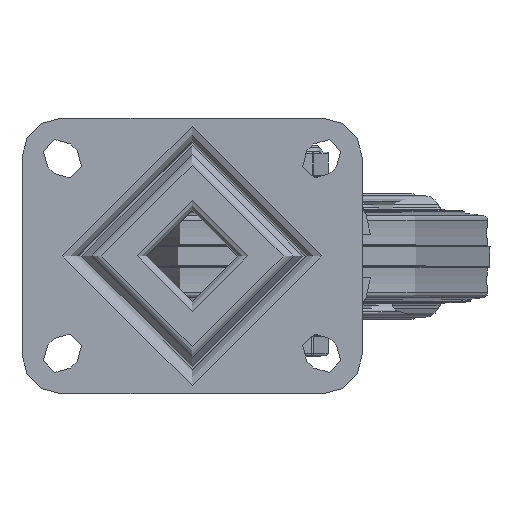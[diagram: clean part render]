
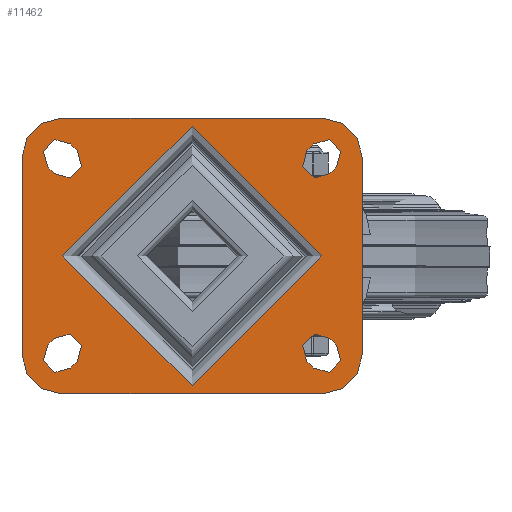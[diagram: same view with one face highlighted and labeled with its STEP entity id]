
A CAD part, top view. The second image highlights one B-rep face of the part: STEP entity #11462.
In plain terms, the highlighted planar face has unit normal (0, 0, 1).
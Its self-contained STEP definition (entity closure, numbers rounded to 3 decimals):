
#970=FACE_BOUND('',#2123,.T.);
#971=FACE_BOUND('',#2124,.T.);
#972=FACE_BOUND('',#2125,.T.);
#973=FACE_BOUND('',#2126,.T.);
#974=FACE_BOUND('',#2127,.T.);
#1029=PLANE('',#12400);
#1369=FACE_OUTER_BOUND('',#2122,.T.);
#2122=EDGE_LOOP('',(#7814,#7815,#7816,#7817,#7818,#7819,#7820,#7821));
#2123=EDGE_LOOP('',(#7822));
#2124=EDGE_LOOP('',(#7823,#7824,#7825,#7826));
#2125=EDGE_LOOP('',(#7827,#7828,#7829,#7830));
#2126=EDGE_LOOP('',(#7831,#7832,#7833,#7834));
#2127=EDGE_LOOP('',(#7835,#7836,#7837,#7838));
#2938=LINE('',#16904,#3557);
#2939=LINE('',#16905,#3558);
#2940=LINE('',#16906,#3559);
#2941=LINE('',#16907,#3560);
#2942=LINE('',#16908,#3561);
#2943=LINE('',#16909,#3562);
#2944=LINE('',#16910,#3563);
#2945=LINE('',#16911,#3564);
#2946=LINE('',#16912,#3565);
#2947=LINE('',#16913,#3566);
#2948=LINE('',#16914,#3567);
#2949=LINE('',#16915,#3568);
#3557=VECTOR('',#13777,1000.);
#3558=VECTOR('',#13778,1000.);
#3559=VECTOR('',#13779,1000.);
#3560=VECTOR('',#13780,1000.);
#3561=VECTOR('',#13781,1000.);
#3562=VECTOR('',#13782,1000.);
#3563=VECTOR('',#13783,1000.);
#3564=VECTOR('',#13784,1000.);
#3565=VECTOR('',#13785,1000.);
#3566=VECTOR('',#13786,1000.);
#3567=VECTOR('',#13787,1000.);
#3568=VECTOR('',#13788,1000.);
#4134=CIRCLE('',#12330,5.);
#4137=CIRCLE('',#12334,5.);
#4138=CIRCLE('',#12336,5.);
#4141=CIRCLE('',#12340,5.);
#4142=CIRCLE('',#12342,5.);
#4145=CIRCLE('',#12346,5.);
#4146=CIRCLE('',#12348,5.);
#4149=CIRCLE('',#12352,5.);
#4151=CIRCLE('',#12355,12.);
#4153=CIRCLE('',#12358,12.);
#4155=CIRCLE('',#12361,12.);
#4157=CIRCLE('',#12364,12.);
#4166=CIRCLE('',#12378,40.);
#4809=VERTEX_POINT('',#16726);
#4810=VERTEX_POINT('',#16727);
#4815=VERTEX_POINT('',#16738);
#4816=VERTEX_POINT('',#16740);
#4817=VERTEX_POINT('',#16744);
#4818=VERTEX_POINT('',#16745);
#4823=VERTEX_POINT('',#16756);
#4824=VERTEX_POINT('',#16758);
#4825=VERTEX_POINT('',#16762);
#4826=VERTEX_POINT('',#16763);
#4831=VERTEX_POINT('',#16774);
#4832=VERTEX_POINT('',#16776);
#4833=VERTEX_POINT('',#16780);
#4834=VERTEX_POINT('',#16781);
#4839=VERTEX_POINT('',#16792);
#4840=VERTEX_POINT('',#16794);
#4843=VERTEX_POINT('',#16801);
#4844=VERTEX_POINT('',#16803);
#4847=VERTEX_POINT('',#16810);
#4848=VERTEX_POINT('',#16812);
#4851=VERTEX_POINT('',#16819);
#4852=VERTEX_POINT('',#16821);
#4855=VERTEX_POINT('',#16828);
#4856=VERTEX_POINT('',#16830);
#4863=VERTEX_POINT('',#16854);
#5899=EDGE_CURVE('',#4809,#4810,#4134,.T.);
#5905=EDGE_CURVE('',#4815,#4816,#4137,.T.);
#5907=EDGE_CURVE('',#4817,#4818,#4138,.T.);
#5913=EDGE_CURVE('',#4823,#4824,#4141,.T.);
#5915=EDGE_CURVE('',#4825,#4826,#4142,.T.);
#5921=EDGE_CURVE('',#4831,#4832,#4145,.T.);
#5923=EDGE_CURVE('',#4833,#4834,#4146,.T.);
#5929=EDGE_CURVE('',#4839,#4840,#4149,.T.);
#5933=EDGE_CURVE('',#4843,#4844,#4151,.T.);
#5937=EDGE_CURVE('',#4847,#4848,#4153,.T.);
#5941=EDGE_CURVE('',#4851,#4852,#4155,.T.);
#5945=EDGE_CURVE('',#4855,#4856,#4157,.T.);
#5957=EDGE_CURVE('',#4863,#4863,#4166,.T.);
#5986=EDGE_CURVE('',#4852,#4855,#2938,.T.);
#5987=EDGE_CURVE('',#4848,#4851,#2939,.T.);
#5988=EDGE_CURVE('',#4844,#4847,#2940,.T.);
#5989=EDGE_CURVE('',#4856,#4843,#2941,.T.);
#5990=EDGE_CURVE('',#4834,#4839,#2942,.T.);
#5991=EDGE_CURVE('',#4840,#4833,#2943,.T.);
#5992=EDGE_CURVE('',#4826,#4831,#2944,.T.);
#5993=EDGE_CURVE('',#4832,#4825,#2945,.T.);
#5994=EDGE_CURVE('',#4818,#4823,#2946,.T.);
#5995=EDGE_CURVE('',#4824,#4817,#2947,.T.);
#5996=EDGE_CURVE('',#4810,#4815,#2948,.T.);
#5997=EDGE_CURVE('',#4816,#4809,#2949,.T.);
#7814=ORIENTED_EDGE('',*,*,#5945,.F.);
#7815=ORIENTED_EDGE('',*,*,#5986,.F.);
#7816=ORIENTED_EDGE('',*,*,#5941,.F.);
#7817=ORIENTED_EDGE('',*,*,#5987,.F.);
#7818=ORIENTED_EDGE('',*,*,#5937,.F.);
#7819=ORIENTED_EDGE('',*,*,#5988,.F.);
#7820=ORIENTED_EDGE('',*,*,#5933,.F.);
#7821=ORIENTED_EDGE('',*,*,#5989,.F.);
#7822=ORIENTED_EDGE('',*,*,#5957,.F.);
#7823=ORIENTED_EDGE('',*,*,#5929,.F.);
#7824=ORIENTED_EDGE('',*,*,#5990,.F.);
#7825=ORIENTED_EDGE('',*,*,#5923,.F.);
#7826=ORIENTED_EDGE('',*,*,#5991,.F.);
#7827=ORIENTED_EDGE('',*,*,#5921,.F.);
#7828=ORIENTED_EDGE('',*,*,#5992,.F.);
#7829=ORIENTED_EDGE('',*,*,#5915,.F.);
#7830=ORIENTED_EDGE('',*,*,#5993,.F.);
#7831=ORIENTED_EDGE('',*,*,#5913,.F.);
#7832=ORIENTED_EDGE('',*,*,#5994,.F.);
#7833=ORIENTED_EDGE('',*,*,#5907,.F.);
#7834=ORIENTED_EDGE('',*,*,#5995,.F.);
#7835=ORIENTED_EDGE('',*,*,#5905,.F.);
#7836=ORIENTED_EDGE('',*,*,#5996,.F.);
#7837=ORIENTED_EDGE('',*,*,#5899,.F.);
#7838=ORIENTED_EDGE('',*,*,#5997,.F.);
#11462=ADVANCED_FACE('',(#1369,#970,#971,#972,#973,#974),#1029,.T.);
#12330=AXIS2_PLACEMENT_3D('',#16728,#13593,#13594);
#12334=AXIS2_PLACEMENT_3D('',#16741,#13604,#13605);
#12336=AXIS2_PLACEMENT_3D('',#16746,#13609,#13610);
#12340=AXIS2_PLACEMENT_3D('',#16759,#13620,#13621);
#12342=AXIS2_PLACEMENT_3D('',#16764,#13625,#13626);
#12346=AXIS2_PLACEMENT_3D('',#16777,#13636,#13637);
#12348=AXIS2_PLACEMENT_3D('',#16782,#13641,#13642);
#12352=AXIS2_PLACEMENT_3D('',#16795,#13652,#13653);
#12355=AXIS2_PLACEMENT_3D('',#16804,#13660,#13661);
#12358=AXIS2_PLACEMENT_3D('',#16813,#13668,#13669);
#12361=AXIS2_PLACEMENT_3D('',#16822,#13676,#13677);
#12364=AXIS2_PLACEMENT_3D('',#16831,#13684,#13685);
#12378=AXIS2_PLACEMENT_3D('',#16855,#13715,#13716);
#12400=AXIS2_PLACEMENT_3D('',#16903,#13775,#13776);
#13593=DIRECTION('center_axis',(0.,0.,1.));
#13594=DIRECTION('ref_axis',(-1.,0.,0.));
#13604=DIRECTION('center_axis',(0.,0.,1.));
#13605=DIRECTION('ref_axis',(-1.,0.,0.));
#13609=DIRECTION('center_axis',(0.,0.,1.));
#13610=DIRECTION('ref_axis',(-1.,0.,0.));
#13620=DIRECTION('center_axis',(0.,0.,1.));
#13621=DIRECTION('ref_axis',(-1.,0.,0.));
#13625=DIRECTION('center_axis',(0.,0.,1.));
#13626=DIRECTION('ref_axis',(1.,0.,0.));
#13636=DIRECTION('center_axis',(0.,0.,1.));
#13637=DIRECTION('ref_axis',(1.,0.,0.));
#13641=DIRECTION('center_axis',(0.,0.,1.));
#13642=DIRECTION('ref_axis',(1.,0.,0.));
#13652=DIRECTION('center_axis',(0.,0.,1.));
#13653=DIRECTION('ref_axis',(1.,0.,0.));
#13660=DIRECTION('center_axis',(0.,0.,-1.));
#13661=DIRECTION('ref_axis',(-0.707,0.707,0.));
#13668=DIRECTION('center_axis',(0.,0.,-1.));
#13669=DIRECTION('ref_axis',(0.707,0.707,0.));
#13676=DIRECTION('center_axis',(0.,0.,-1.));
#13677=DIRECTION('ref_axis',(0.707,-0.707,0.));
#13684=DIRECTION('center_axis',(0.,0.,-1.));
#13685=DIRECTION('ref_axis',(-0.707,-0.707,0.));
#13715=DIRECTION('center_axis',(0.,0.,1.));
#13716=DIRECTION('ref_axis',(1.,0.,0.));
#13775=DIRECTION('center_axis',(0.,0.,1.));
#13776=DIRECTION('ref_axis',(1.,0.,0.));
#13777=DIRECTION('',(-1.,0.,0.));
#13778=DIRECTION('',(0.,-1.,0.));
#13779=DIRECTION('',(1.,0.,0.));
#13780=DIRECTION('',(0.,1.,0.));
#13781=DIRECTION('',(0.707,-0.707,0.));
#13782=DIRECTION('',(-0.707,0.707,0.));
#13783=DIRECTION('',(0.707,0.707,0.));
#13784=DIRECTION('',(-0.707,-0.707,0.));
#13785=DIRECTION('',(-0.707,-0.707,0.));
#13786=DIRECTION('',(0.707,0.707,0.));
#13787=DIRECTION('',(-0.707,0.707,0.));
#13788=DIRECTION('',(0.707,-0.707,0.));
#16726=CARTESIAN_POINT('',(37.525,-34.596,2.5));
#16727=CARTESIAN_POINT('',(44.596,-27.525,2.5));
#16728=CARTESIAN_POINT('Origin',(41.061,-31.061,2.5));
#16738=CARTESIAN_POINT('',(42.475,-25.404,2.5));
#16740=CARTESIAN_POINT('',(35.404,-32.475,2.5));
#16741=CARTESIAN_POINT('Origin',(38.939,-28.939,2.5));
#16744=CARTESIAN_POINT('',(44.596,27.525,2.5));
#16745=CARTESIAN_POINT('',(37.525,34.596,2.5));
#16746=CARTESIAN_POINT('Origin',(41.061,31.061,2.5));
#16756=CARTESIAN_POINT('',(35.404,32.475,2.5));
#16758=CARTESIAN_POINT('',(42.475,25.404,2.5));
#16759=CARTESIAN_POINT('Origin',(38.939,28.939,2.5));
#16762=CARTESIAN_POINT('',(-44.596,-27.525,2.5));
#16763=CARTESIAN_POINT('',(-37.525,-34.596,2.5));
#16764=CARTESIAN_POINT('Origin',(-41.061,-31.061,2.5));
#16774=CARTESIAN_POINT('',(-35.404,-32.475,2.5));
#16776=CARTESIAN_POINT('',(-42.475,-25.404,2.5));
#16777=CARTESIAN_POINT('Origin',(-38.939,-28.939,2.5));
#16780=CARTESIAN_POINT('',(-37.525,34.596,2.5));
#16781=CARTESIAN_POINT('',(-44.596,27.525,2.5));
#16782=CARTESIAN_POINT('Origin',(-41.061,31.061,2.5));
#16792=CARTESIAN_POINT('',(-42.475,25.404,2.5));
#16794=CARTESIAN_POINT('',(-35.404,32.475,2.5));
#16795=CARTESIAN_POINT('Origin',(-38.939,28.939,2.5));
#16801=CARTESIAN_POINT('',(-52.5,30.5,2.5));
#16803=CARTESIAN_POINT('',(-40.5,42.5,2.5));
#16804=CARTESIAN_POINT('Origin',(-40.5,30.5,2.5));
#16810=CARTESIAN_POINT('',(40.5,42.5,2.5));
#16812=CARTESIAN_POINT('',(52.5,30.5,2.5));
#16813=CARTESIAN_POINT('Origin',(40.5,30.5,2.5));
#16819=CARTESIAN_POINT('',(52.5,-30.5,2.5));
#16821=CARTESIAN_POINT('',(40.5,-42.5,2.5));
#16822=CARTESIAN_POINT('Origin',(40.5,-30.5,2.5));
#16828=CARTESIAN_POINT('',(-40.5,-42.5,2.5));
#16830=CARTESIAN_POINT('',(-52.5,-30.5,2.5));
#16831=CARTESIAN_POINT('Origin',(-40.5,-30.5,2.5));
#16854=CARTESIAN_POINT('',(40.,0.,2.5));
#16855=CARTESIAN_POINT('Origin',(0.,0.,2.5));
#16903=CARTESIAN_POINT('Origin',(0.,0.,2.5));
#16904=CARTESIAN_POINT('',(52.5,-42.5,2.5));
#16905=CARTESIAN_POINT('',(52.5,42.5,2.5));
#16906=CARTESIAN_POINT('',(-52.5,42.5,2.5));
#16907=CARTESIAN_POINT('',(-52.5,-42.5,2.5));
#16908=CARTESIAN_POINT('',(-44.596,27.525,2.5));
#16909=CARTESIAN_POINT('',(-37.525,34.596,2.5));
#16910=CARTESIAN_POINT('',(-37.525,-34.596,2.5));
#16911=CARTESIAN_POINT('',(-44.596,-27.525,2.5));
#16912=CARTESIAN_POINT('',(37.525,34.596,2.5));
#16913=CARTESIAN_POINT('',(44.596,27.525,2.5));
#16914=CARTESIAN_POINT('',(44.596,-27.525,2.5));
#16915=CARTESIAN_POINT('',(37.525,-34.596,2.5));
